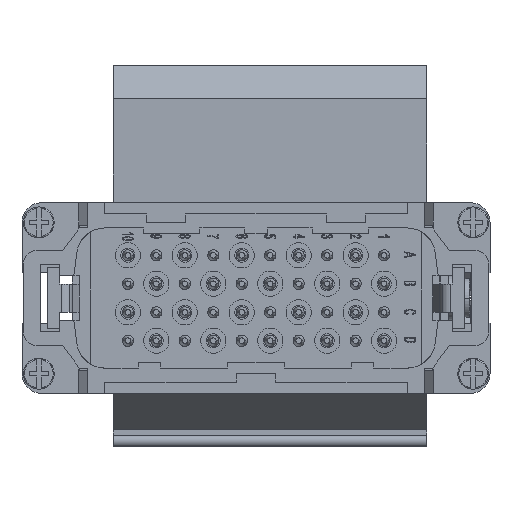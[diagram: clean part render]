
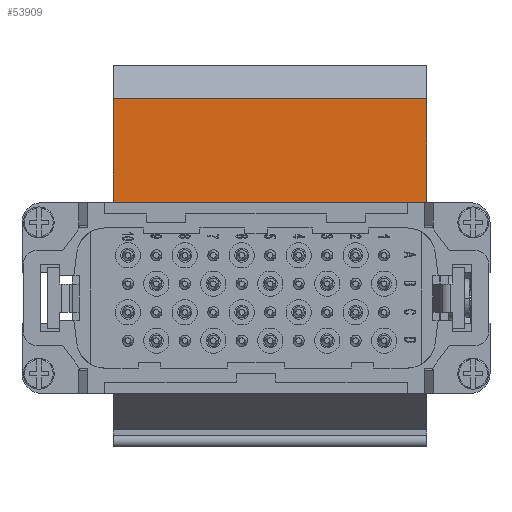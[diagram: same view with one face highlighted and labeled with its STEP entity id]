
A CAD part, front view. The second image highlights one B-rep face of the part: STEP entity #53909.
In plain terms, the highlighted planar face has unit normal (0, -1, 0).
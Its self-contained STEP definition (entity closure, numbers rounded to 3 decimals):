
#46726=CARTESIAN_POINT('',(-25.5,43.0,15.5));
#46727=VERTEX_POINT('',#46726);
#46734=CARTESIAN_POINT('',(-25.5,43.,35.572));
#46735=VERTEX_POINT('',#46734);
#46736=CARTESIAN_POINT('',(-25.5,43.,35.572));
#46737=DIRECTION('',(0.0,0.0,-1.0));
#46738=VECTOR('',#46737,20.072);
#46739=LINE('',#46736,#46738);
#46740=EDGE_CURVE('',#46735,#46727,#46739,.T.);
#53637=CARTESIAN_POINT('',(30.5,43.,14.));
#53638=VERTEX_POINT('',#53637);
#53645=CARTESIAN_POINT('',(25.5,43.,14.));
#53646=VERTEX_POINT('',#53645);
#53647=CARTESIAN_POINT('',(25.5,43.,14.));
#53648=DIRECTION('',(1.0,0.0,0.0));
#53649=VECTOR('',#53648,5.0);
#53650=LINE('',#53647,#53649);
#53651=EDGE_CURVE('',#53646,#53638,#53650,.T.);
#53703=CARTESIAN_POINT('',(30.5,43.,35.572));
#53704=VERTEX_POINT('',#53703);
#53711=CARTESIAN_POINT('',(30.5,43.,14.));
#53712=DIRECTION('',(0.0,0.0,1.0));
#53713=VECTOR('',#53712,21.572);
#53714=LINE('',#53711,#53713);
#53715=EDGE_CURVE('',#53638,#53704,#53714,.T.);
#53735=CARTESIAN_POINT('',(-25.5,43.,35.572));
#53736=DIRECTION('',(1.0,0.0,0.0));
#53737=VECTOR('',#53736,56.);
#53738=LINE('',#53735,#53737);
#53739=EDGE_CURVE('',#46735,#53704,#53738,.T.);
#53884=CARTESIAN_POINT('',(-25.5,43.0,-26.5));
#53885=DIRECTION('',(0.0,-1.0,0.0));
#53886=DIRECTION('',(0.0,0.0,-1.0));
#53887=AXIS2_PLACEMENT_3D('',#53884,#53885,#53886);
#53888=PLANE('',#53887);
#53889=ORIENTED_EDGE('',*,*,#53651,.T.);
#53890=ORIENTED_EDGE('',*,*,#53715,.T.);
#53891=ORIENTED_EDGE('',*,*,#53739,.F.);
#53892=ORIENTED_EDGE('',*,*,#46740,.T.);
#53893=CARTESIAN_POINT('',(25.5,43.0,15.5));
#53894=VERTEX_POINT('',#53893);
#53895=CARTESIAN_POINT('',(-25.5,43.0,15.5));
#53896=DIRECTION('',(1.0,0.0,0.0));
#53897=VECTOR('',#53896,51.);
#53898=LINE('',#53895,#53897);
#53899=EDGE_CURVE('',#46727,#53894,#53898,.T.);
#53900=ORIENTED_EDGE('',*,*,#53899,.T.);
#53901=CARTESIAN_POINT('',(25.5,43.0,15.5));
#53902=DIRECTION('',(0.0,0.0,-1.0));
#53903=VECTOR('',#53902,1.5);
#53904=LINE('',#53901,#53903);
#53905=EDGE_CURVE('',#53894,#53646,#53904,.T.);
#53906=ORIENTED_EDGE('',*,*,#53905,.T.);
#53907=EDGE_LOOP('',(#53889,#53890,#53891,#53892,#53900,#53906));
#53908=FACE_OUTER_BOUND('',#53907,.T.);
#53909=ADVANCED_FACE('',(#53908),#53888,.T.);
